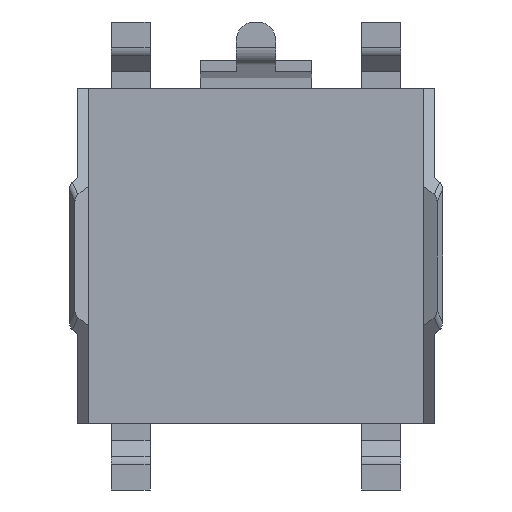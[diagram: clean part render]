
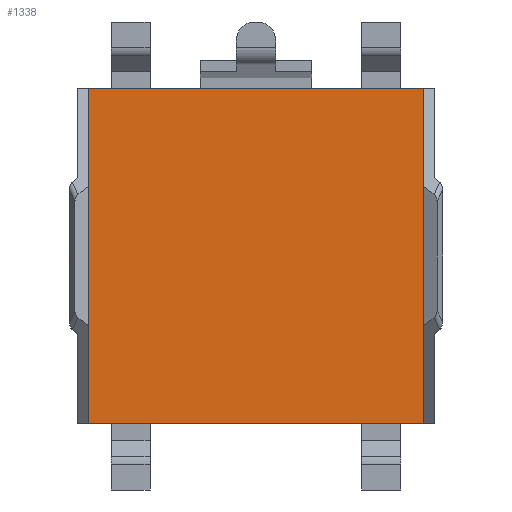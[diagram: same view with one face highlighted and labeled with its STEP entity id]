
A CAD part, front view. The second image highlights one B-rep face of the part: STEP entity #1338.
In plain terms, the highlighted planar face has unit normal (0, -1, 0).
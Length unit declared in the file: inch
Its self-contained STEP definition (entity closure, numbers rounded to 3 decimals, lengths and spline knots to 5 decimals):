
#189 = CARTESIAN_POINT ( 'NONE',  ( -0.11811, 0., -0.11811 ) ) ;
#200 = CARTESIAN_POINT ( 'NONE',  ( -0.11811, 0., 0.11811 ) ) ;
#228 = VECTOR ( 'NONE', #2476, 39.37008 ) ;
#252 = VECTOR ( 'NONE', #2990, 39.37008 ) ;
#384 = CARTESIAN_POINT ( 'NONE',  ( 0.11811, 0., -0.11811 ) ) ;
#394 = ORIENTED_EDGE ( 'NONE', *, *, #2343, .F. ) ;
#889 = CARTESIAN_POINT ( 'NONE',  ( -0.11811, 0., -0.11811 ) ) ;
#982 = LINE ( 'NONE', #3972, #228 ) ;
#986 = ORIENTED_EDGE ( 'NONE', *, *, #1753, .F. ) ;
#1338 = ADVANCED_FACE ( 'NONE', ( #1795 ), #3240, .F. ) ;
#1350 = EDGE_CURVE ( 'NONE', #4814, #3193, #982, .T. ) ;
#1394 = CARTESIAN_POINT ( 'NONE',  ( 0., 0., 0. ) ) ;
#1716 = DIRECTION ( 'NONE',  ( 0., 1., 0. ) ) ;
#1753 = EDGE_CURVE ( 'NONE', #3193, #3433, #1929, .T. ) ;
#1795 = FACE_OUTER_BOUND ( 'NONE', #4366, .T. ) ;
#1929 = LINE ( 'NONE', #384, #252 ) ;
#1932 = EDGE_CURVE ( 'NONE', #2448, #4814, #3514, .T. ) ;
#1948 = AXIS2_PLACEMENT_3D ( 'NONE', #1394, #1716, #2168 ) ;
#2168 = DIRECTION ( 'NONE',  ( 1., 0., 0. ) ) ;
#2238 = ORIENTED_EDGE ( 'NONE', *, *, #1350, .F. ) ;
#2343 = EDGE_CURVE ( 'NONE', #3433, #2448, #2528, .T. ) ;
#2448 = VERTEX_POINT ( 'NONE', #3707 ) ;
#2476 = DIRECTION ( 'NONE',  ( 1., 0., 0. ) ) ;
#2528 = LINE ( 'NONE', #889, #3147 ) ;
#2990 = DIRECTION ( 'NONE',  ( 0., 0., -1. ) ) ;
#3147 = VECTOR ( 'NONE', #3885, 39.37008 ) ;
#3193 = VERTEX_POINT ( 'NONE', #3201 ) ;
#3201 = CARTESIAN_POINT ( 'NONE',  ( 0.11811, 0., 0.11811 ) ) ;
#3240 = PLANE ( 'NONE',  #1948 ) ;
#3433 = VERTEX_POINT ( 'NONE', #4206 ) ;
#3514 = LINE ( 'NONE', #189, #4548 ) ;
#3707 = CARTESIAN_POINT ( 'NONE',  ( -0.11811, 0., -0.11811 ) ) ;
#3885 = DIRECTION ( 'NONE',  ( -1., 0., 0. ) ) ;
#3972 = CARTESIAN_POINT ( 'NONE',  ( -0.11811, 0., 0.11811 ) ) ;
#4206 = CARTESIAN_POINT ( 'NONE',  ( 0.11811, 0., -0.11811 ) ) ;
#4366 = EDGE_LOOP ( 'NONE', ( #986, #2238, #4776, #394 ) ) ;
#4548 = VECTOR ( 'NONE', #4660, 39.37008 ) ;
#4660 = DIRECTION ( 'NONE',  ( 0., 0., 1. ) ) ;
#4776 = ORIENTED_EDGE ( 'NONE', *, *, #1932, .F. ) ;
#4814 = VERTEX_POINT ( 'NONE', #200 ) ;
